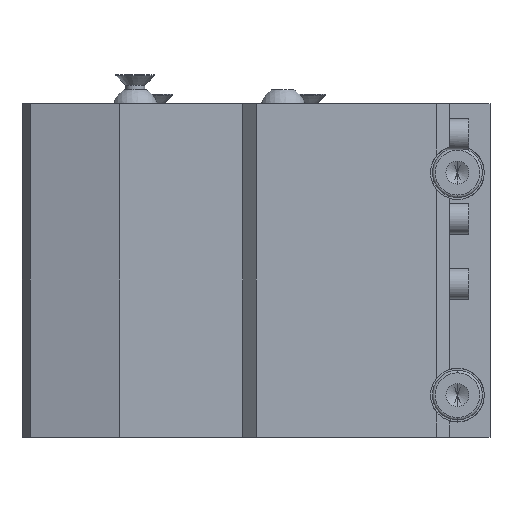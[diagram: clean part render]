
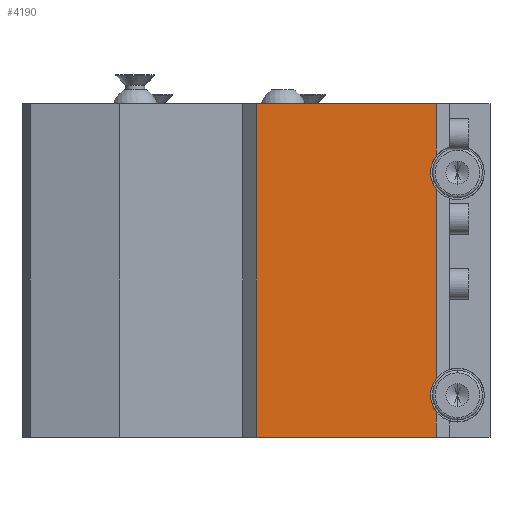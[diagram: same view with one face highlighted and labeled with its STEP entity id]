
A CAD part, left-side view. The second image highlights one B-rep face of the part: STEP entity #4190.
In plain terms, the highlighted planar face has unit normal (-1, 0, 0).
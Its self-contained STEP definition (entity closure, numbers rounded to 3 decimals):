
#53=DIRECTION('',(0.,-1.,0.));
#54=VECTOR('',#53,47.);
#55=CARTESIAN_POINT('',(-102.5,23.5,-40.));
#56=LINE('',#55,#54);
#410=DIRECTION('',(0.,0.,1.));
#411=VECTOR('',#410,13.67);
#412=CARTESIAN_POINT('',(-102.5,-23.5,33.33));
#413=LINE('',#412,#411);
#414=CARTESIAN_POINT('',(-102.5,-29.,29.));
#415=DIRECTION('',(1.,0.,0.));
#416=DIRECTION('',(0.,1.,0.));
#417=AXIS2_PLACEMENT_3D('',#414,#415,#416);
#419=CARTESIAN_POINT('',(-102.5,-29.,29.));
#420=DIRECTION('',(1.,0.,0.));
#421=DIRECTION('',(0.,0.786,-0.619));
#422=AXIS2_PLACEMENT_3D('',#419,#420,#421);
#424=CARTESIAN_POINT('',(-102.5,-29.,-29.));
#425=DIRECTION('',(1.,0.,0.));
#426=DIRECTION('',(0.,1.,0.));
#427=AXIS2_PLACEMENT_3D('',#424,#425,#426);
#429=CARTESIAN_POINT('',(-102.5,-29.,-29.));
#430=DIRECTION('',(1.,0.,0.));
#431=DIRECTION('',(0.,0.786,-0.619));
#432=AXIS2_PLACEMENT_3D('',#429,#430,#431);
#434=DIRECTION('',(0.,0.,1.));
#435=VECTOR('',#434,87.);
#436=CARTESIAN_POINT('',(-102.5,23.5,-40.));
#437=LINE('',#436,#435);
#579=CARTESIAN_POINT('',(-102.5,-23.5,-24.67));
#586=DIRECTION('',(0.,0.,1.));
#587=VECTOR('',#586,49.34);
#588=CARTESIAN_POINT('',(-102.5,-23.5,-24.67));
#589=LINE('',#588,#587);
#599=CARTESIAN_POINT('',(-102.5,-23.5,-33.33));
#601=DIRECTION('',(0.,0.,1.));
#602=VECTOR('',#601,6.67);
#603=CARTESIAN_POINT('',(-102.5,-23.5,-40.));
#604=LINE('',#603,#602);
#1025=DIRECTION('',(0.,-1.,0.));
#1026=VECTOR('',#1025,47.);
#1027=CARTESIAN_POINT('',(-102.5,23.5,47.));
#1028=LINE('',#1027,#1026);
#3179=CARTESIAN_POINT('',(-102.5,23.5,-40.));
#3180=VERTEX_POINT('',#3179);
#3181=CARTESIAN_POINT('',(-102.5,-23.5,-40.));
#3182=VERTEX_POINT('',#3181);
#3195=CARTESIAN_POINT('',(-102.5,23.5,47.));
#3196=VERTEX_POINT('',#3195);
#3197=CARTESIAN_POINT('',(-102.5,-23.5,47.));
#3198=VERTEX_POINT('',#3197);
#3235=VERTEX_POINT('',#579);
#3238=VERTEX_POINT('',#599);
#3243=CARTESIAN_POINT('',(-102.5,-22.,-29.));
#3244=VERTEX_POINT('',#3243);
#3263=CARTESIAN_POINT('',(-102.5,-22.,29.));
#3264=VERTEX_POINT('',#3263);
#3267=CARTESIAN_POINT('',(-102.5,-23.5,33.33));
#3268=VERTEX_POINT('',#3267);
#3269=CARTESIAN_POINT('',(-102.5,-23.5,24.67));
#3270=VERTEX_POINT('',#3269);
#4166=CARTESIAN_POINT('',(-102.5,23.5,-40.));
#4167=DIRECTION('',(-1.,0.,0.));
#4168=DIRECTION('',(0.,-1.,0.));
#4169=AXIS2_PLACEMENT_3D('',#4166,#4167,#4168);
#4170=PLANE('',#4169);
#4171=ORIENTED_EDGE('',*,*,#4082,.F.);
#4173=ORIENTED_EDGE('',*,*,#4172,.F.);
#4175=ORIENTED_EDGE('',*,*,#4174,.F.);
#4177=ORIENTED_EDGE('',*,*,#4176,.F.);
#4179=ORIENTED_EDGE('',*,*,#4178,.F.);
#4181=ORIENTED_EDGE('',*,*,#4180,.F.);
#4182=ORIENTED_EDGE('',*,*,#3839,.F.);
#4184=ORIENTED_EDGE('',*,*,#4183,.T.);
#4186=ORIENTED_EDGE('',*,*,#4185,.T.);
#4187=ORIENTED_EDGE('',*,*,#4158,.F.);
#4188=EDGE_LOOP('',(#4171,#4173,#4175,#4177,#4179,#4181,#4182,#4184,#4186,
#4187));
#4189=FACE_OUTER_BOUND('',#4188,.F.);
#4190=ADVANCED_FACE('',(#4189),#4170,.T.);
#418=CIRCLE('',#417,7.);
#423=CIRCLE('',#422,7.);
#428=CIRCLE('',#427,7.);
#433=CIRCLE('',#432,7.);
#3839=EDGE_CURVE('',#3180,#3182,#56,.T.);
#4082=EDGE_CURVE('',#3264,#3268,#418,.T.);
#4158=EDGE_CURVE('',#3268,#3198,#413,.T.);
#4172=EDGE_CURVE('',#3270,#3264,#423,.T.);
#4174=EDGE_CURVE('',#3235,#3270,#589,.T.);
#4176=EDGE_CURVE('',#3244,#3235,#428,.T.);
#4178=EDGE_CURVE('',#3238,#3244,#433,.T.);
#4180=EDGE_CURVE('',#3182,#3238,#604,.T.);
#4183=EDGE_CURVE('',#3180,#3196,#437,.T.);
#4185=EDGE_CURVE('',#3196,#3198,#1028,.T.);
